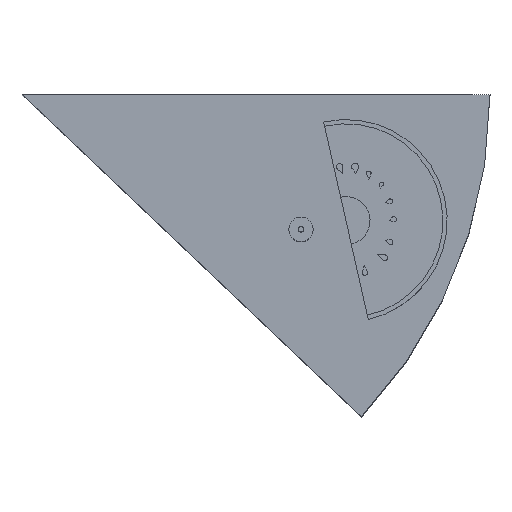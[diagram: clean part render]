
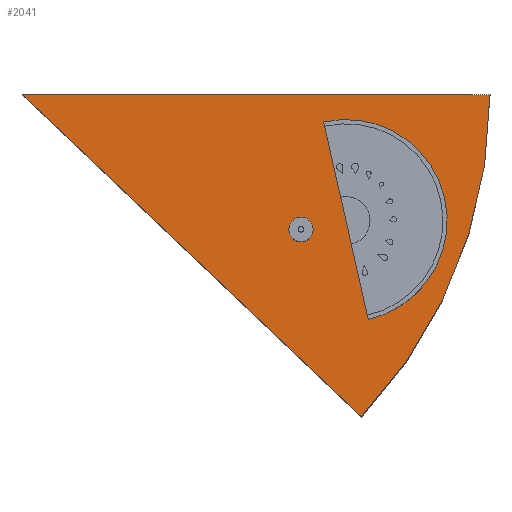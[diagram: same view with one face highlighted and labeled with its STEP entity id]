
A CAD part, top view. The second image highlights one B-rep face of the part: STEP entity #2041.
In plain terms, the highlighted planar face has unit normal (0, 0, 1).
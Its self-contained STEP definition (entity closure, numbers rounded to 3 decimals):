
#79=CIRCLE('',#2219,26.);
#218=FACE_OUTER_BOUND('',#358,.T.);
#358=EDGE_LOOP('',(#1454,#1455,#1456));
#520=LINE('',#3166,#720);
#523=LINE('',#3170,#723);
#720=VECTOR('',#2522,10.);
#723=VECTOR('',#2527,10.);
#912=VERTEX_POINT('',#3150);
#913=VERTEX_POINT('',#3152);
#917=VERTEX_POINT('',#3164);
#1113=EDGE_CURVE('',#913,#912,#79,.T.);
#1120=EDGE_CURVE('',#912,#917,#520,.T.);
#1123=EDGE_CURVE('',#917,#913,#523,.T.);
#1454=ORIENTED_EDGE('',*,*,#1123,.T.);
#1455=ORIENTED_EDGE('',*,*,#1113,.T.);
#1456=ORIENTED_EDGE('',*,*,#1120,.T.);
#1936=PLANE('',#2224);
#2041=ADVANCED_FACE('',(#218),#1936,.T.);
#2219=AXIS2_PLACEMENT_3D('',#3153,#2509,#2510);
#2224=AXIS2_PLACEMENT_3D('',#3171,#2528,#2529);
#2509=DIRECTION('center_axis',(0.,0.,1.));
#2510=DIRECTION('ref_axis',(1.,0.,0.));
#2522=DIRECTION('',(-1.,0.,0.));
#2527=DIRECTION('',(0.725,-0.688,0.));
#2528=DIRECTION('center_axis',(0.,0.,1.));
#2529=DIRECTION('ref_axis',(1.,0.,0.));
#3150=CARTESIAN_POINT('',(46.236,-14.878,14.479));
#3152=CARTESIAN_POINT('',(39.096,-32.775,14.479));
#3153=CARTESIAN_POINT('Origin',(20.236,-14.878,14.479));
#3164=CARTESIAN_POINT('',(20.236,-14.878,14.479));
#3166=CARTESIAN_POINT('',(20.236,-14.878,14.479));
#3170=CARTESIAN_POINT('',(20.236,-14.878,14.479));
#3171=CARTESIAN_POINT('Origin',(32.736,-23.482,14.479));
